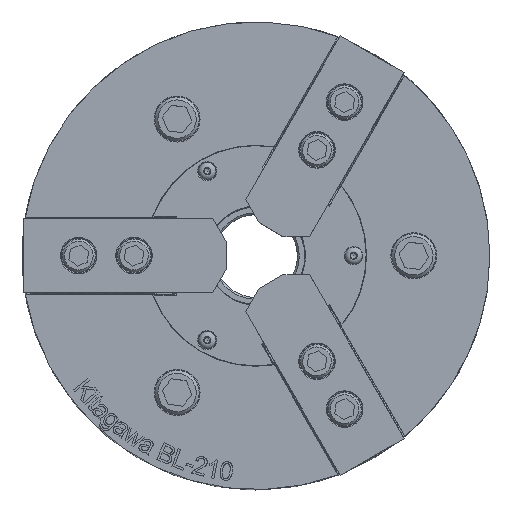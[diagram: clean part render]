
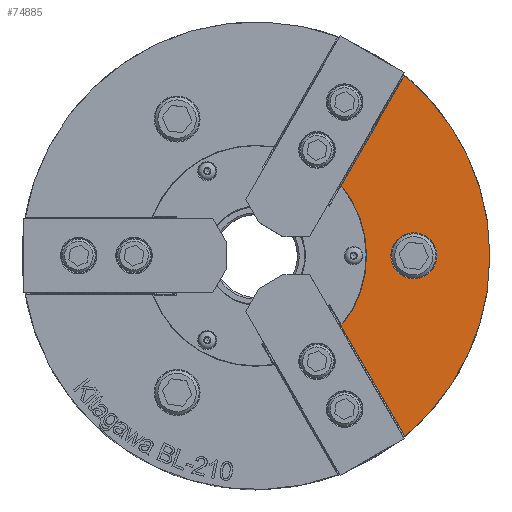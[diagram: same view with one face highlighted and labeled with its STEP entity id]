
A CAD part, top view. The second image highlights one B-rep face of the part: STEP entity #74885.
In plain terms, the highlighted planar face has unit normal (0, 0, 1).
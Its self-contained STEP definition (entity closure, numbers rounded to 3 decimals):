
#4641=LINE('',#106006,#13989);
#10642=LINE('',#119521,#19990);
#10972=LINE('',#123303,#20320);
#10973=LINE('',#123307,#20321);
#13989=VECTOR('',#86027,1000.);
#19990=VECTOR('',#98292,1000.);
#20320=VECTOR('',#99030,1000.);
#20321=VECTOR('',#99033,1000.);
#42245=ORIENTED_EDGE('',*,*,#53217,.T.);
#42246=ORIENTED_EDGE('',*,*,#53713,.T.);
#42247=ORIENTED_EDGE('',*,*,#53714,.T.);
#42248=ORIENTED_EDGE('',*,*,#53715,.F.);
#42249=ORIENTED_EDGE('',*,*,#46143,.F.);
#42250=ORIENTED_EDGE('',*,*,#53712,.F.);
#42251=ORIENTED_EDGE('',*,*,#53669,.T.);
#46143=EDGE_CURVE('',#55963,#55964,#4641,.T.);
#53217=EDGE_CURVE('',#60346,#60337,#10642,.T.);
#53669=EDGE_CURVE('',#60656,#60656,#61793,.T.);
#53712=EDGE_CURVE('',#60346,#55963,#61814,.T.);
#53713=EDGE_CURVE('',#60337,#60681,#10972,.T.);
#53714=EDGE_CURVE('',#60681,#60682,#61815,.T.);
#53715=EDGE_CURVE('',#55964,#60682,#10973,.T.);
#55963=VERTEX_POINT('',#106005);
#55964=VERTEX_POINT('',#106007);
#60337=VERTEX_POINT('',#118655);
#60346=VERTEX_POINT('',#119522);
#60656=VERTEX_POINT('',#123217);
#60681=VERTEX_POINT('',#123304);
#60682=VERTEX_POINT('',#123306);
#61793=CIRCLE('',#79816,12.5);
#61814=CIRCLE('',#79854,60.);
#61815=CIRCLE('',#79856,127.);
#65361=EDGE_LOOP('',(#42245,#42246,#42247,#42248,#42249,#42250));
#65362=EDGE_LOOP('',(#42251));
#69007=FACE_BOUND('',#65361,.T.);
#69008=FACE_BOUND('',#65362,.T.);
#71562=PLANE('',#79855);
#74885=ADVANCED_FACE('',(#69007,#69008),#71562,.F.);
#79816=AXIS2_PLACEMENT_3D('',#123216,#98928,#98929);
#79854=AXIS2_PLACEMENT_3D('',#123301,#99026,#99027);
#79855=AXIS2_PLACEMENT_3D('',#123302,#99028,#99029);
#79856=AXIS2_PLACEMENT_3D('',#123305,#99031,#99032);
#86027=DIRECTION('',(0.5,0.866,0.));
#98292=DIRECTION('',(0.5,-0.866,0.));
#98928=DIRECTION('',(0.,0.,-1.));
#98929=DIRECTION('',(-1.,0.,0.));
#99026=DIRECTION('',(0.,0.,1.));
#99027=DIRECTION('',(1.,0.,0.));
#99028=DIRECTION('',(0.,0.,-1.));
#99029=DIRECTION('',(-1.,0.,0.));
#99030=DIRECTION('',(0.5,-0.866,0.));
#99031=DIRECTION('',(0.,0.,1.));
#99032=DIRECTION('',(1.,0.,0.));
#99033=DIRECTION('',(0.5,0.866,0.));
#106005=CARTESIAN_POINT('',(46.289,38.175,0.));
#106006=CARTESIAN_POINT('',(34.687,18.079,0.));
#106007=CARTESIAN_POINT('',(79.437,95.588,0.));
#118655=CARTESIAN_POINT('',(79.437,-95.588,0.));
#119521=CARTESIAN_POINT('',(34.687,-18.079,0.));
#119522=CARTESIAN_POINT('',(46.289,-38.175,0.));
#123216=CARTESIAN_POINT('',(85.725,0.,0.));
#123217=CARTESIAN_POINT('',(73.225,0.,0.));
#123301=CARTESIAN_POINT('',(0.,0.,0.));
#123302=CARTESIAN_POINT('',(-127.,0.,0.));
#123303=CARTESIAN_POINT('',(34.687,-18.079,0.));
#123304=CARTESIAN_POINT('',(80.812,-97.971,0.));
#123305=CARTESIAN_POINT('',(0.,0.,0.));
#123306=CARTESIAN_POINT('',(80.812,97.971,0.));
#123307=CARTESIAN_POINT('',(34.687,18.079,0.));
